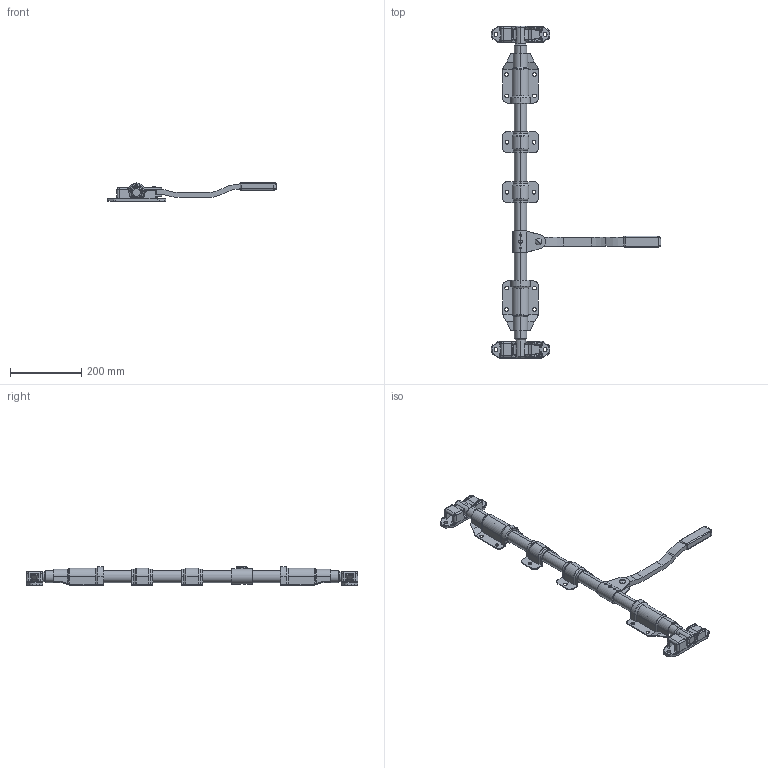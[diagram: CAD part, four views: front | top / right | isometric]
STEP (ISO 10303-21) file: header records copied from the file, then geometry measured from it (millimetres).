
FILE_DESCRIPTION (( 'STEP AP203' ), '1' );
FILE_NAME ('FA-1825N-2B.STEP', '2021-02-26T08:29:14', ( '' ), ( '' ), 'SwSTEP 2.0', 'SolidWorks 2018', '' );
FILE_SCHEMA (( 'CONFIG_CONTROL_DESIGN' ));
Length unit declared in the file: millimetre
Products named in the file (13): FA-1825N-2B_hook_; FA-1825N-2B_hook holder_; FA-1825N-2B_square root bolt_; FA-1825N-2B_stop washer_; FA-1825N-2B_guide(s)_; FA-1825N-2B_grip_; FA-1825N-2B_u-nut_; FA-1825N-2B_pipe_; FA-1825N-2B_bearing_; FA-1825N-2B_pipe holder_; FA-1825N-2B; FA-1825N-2B_handle bar_; FA-1825N-2B_guide(l)_
Assembly tree (22 placements, depth 2):
  FA-1825N-2B
    FA-1825N-2B_hook holder_  x2
    FA-1825N-2B_hook_  x2
    FA-1825N-2B_guide(l)_  x2
    FA-1825N-2B_guide(s)_  x2
    FA-1825N-2B_bearing_  x6
    FA-1825N-2B_handle bar_
    FA-1825N-2B_grip_
    FA-1825N-2B_stop washer_  x2
    FA-1825N-2B_pipe holder_
    FA-1825N-2B_pipe_
    FA-1825N-2B_square root bolt_
    FA-1825N-2B_u-nut_
Bounding box: 475 x 930.8 x 51 mm (x, y, z)
Volume: 1117338.5 mm3; surface area: 518501.1 mm2
Topology: 22 solids, 22 shells, 1214 faces, 3100 edges, 1883 vertices
Faces by surface type: cylinder 490, plane 420, bspline 180, torus 62, cone 32, sphere 30
Entity records: 24279 total; most frequent: CARTESIAN_POINT 7956, ORIENTED_EDGE 3210, DIRECTION 2959, EDGE_CURVE 1605, AXIS2_PLACEMENT_3D 1099, VERTEX_POINT 983, LINE 761, VECTOR 761
